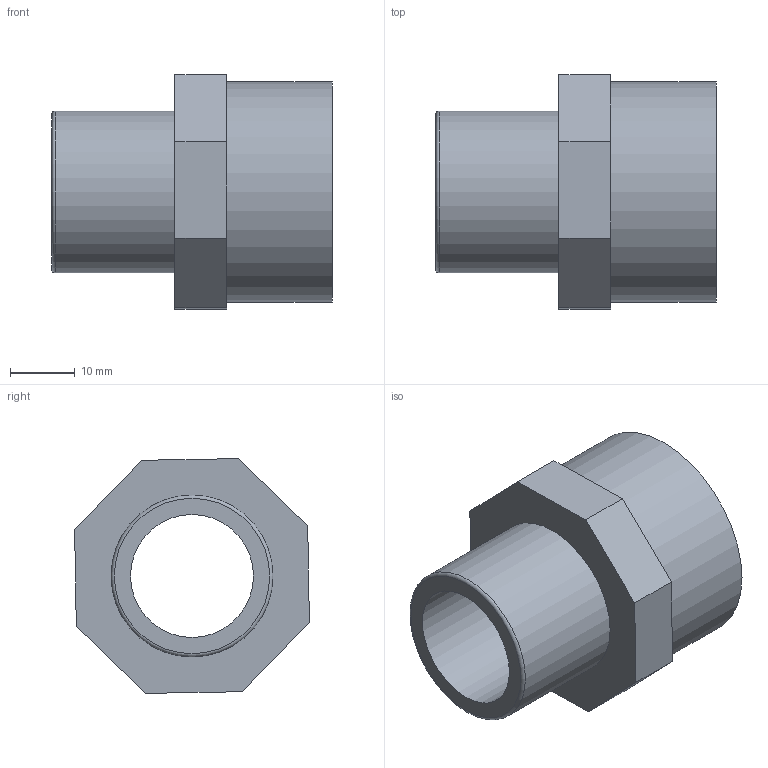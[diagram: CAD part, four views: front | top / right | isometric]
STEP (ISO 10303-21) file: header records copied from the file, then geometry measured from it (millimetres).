
FILE_DESCRIPTION(/* description */ (''),/* implementation_level */ '2;1');
FILE_NAME(/* name */ 'SF12025C.ipt.stp',/* time_stamp */ '2017-02-10T10:11:06+01:00',/* author */ ('Eugenio'),/* organization */ (''),/* preprocessor_version */ 'ST-DEVELOPER v16.5',/* originating_system */ 'Autodesk Inventor 2017',/* authorisation */ '');
FILE_SCHEMA (('AUTOMOTIVE_DESIGN { 1 0 10303 214 3 1 1 }'));
Length unit declared in the file: millimetre
Products named in the file (1): SF12025C
Bounding box: 43.3 x 36.25 x 36.25 mm (x, y, z)
Volume: 16882.6 mm3; surface area: 12373.1 mm2
Topology: 2 solids, 2 shells, 28 faces, 62 edges, 41 vertices
Faces by surface type: plane 15, cylinder 6, bspline 6, torus 1
Full cylindrical faces by diameter (mm): 19 x1, 25 x1, 26.44 x2, 34 x1
Entity records: 4905 total; most frequent: CARTESIAN_POINT 4315, ORIENTED_EDGE 112, DIRECTION 96, EDGE_CURVE 56, EDGE_LOOP 41, VERTEX_POINT 41, AXIS2_PLACEMENT_3D 36, FACE_OUTER_BOUND 28
